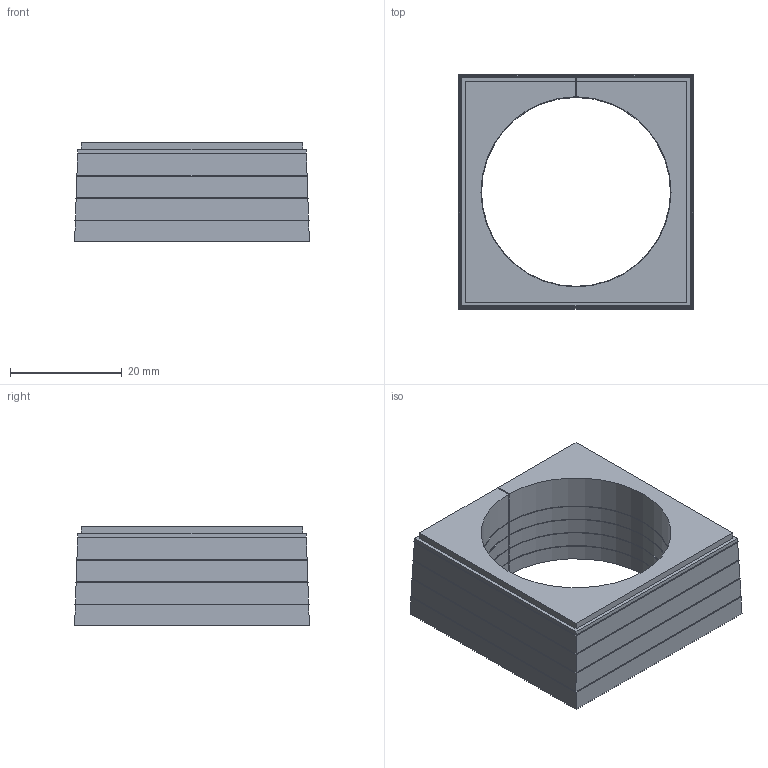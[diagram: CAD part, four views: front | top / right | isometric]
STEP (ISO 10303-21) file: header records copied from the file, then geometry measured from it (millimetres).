
FILE_DESCRIPTION(/* description */ (''),/* implementation_level */ '2;1');
FILE_NAME(/* name */ '28730_4_KDS-DEG_33-34.stp',/* time_stamp */ '2023-10-17T09:58:51+02:00',/* author */ (''),/* organization */ (''),/* preprocessor_version */ 'ST-DEVELOPER v19.3',/* originating_system */ 'SIEMENS PLM Software NX2212.1700',/* authorisation */ '');
FILE_SCHEMA (('AUTOMOTIVE_DESIGN { 1 0 10303 214 3 1 1 1 }'));
Length unit declared in the file: millimetre
Products named in the file (1): 28730_4_KDS-DEG_33-34
Bounding box: 42 x 42 x 17.7 mm (x, y, z)
Volume: 14105 mm3; surface area: 6725.5 mm2
Topology: 1 solids, 1 shells, 122 faces, 323 edges, 210 vertices
Faces by surface type: plane 97, extrusion 15, cylinder 6, cone 4
Full cylindrical faces by diameter (mm): 8 x1
Entity records: 4247 total; most frequent: CARTESIAN_POINT 1372, ORIENTED_EDGE 644, DIRECTION 477, EDGE_CURVE 322, VECTOR 229, LINE 214, VERTEX_POINT 210, EDGE_LOOP 130
